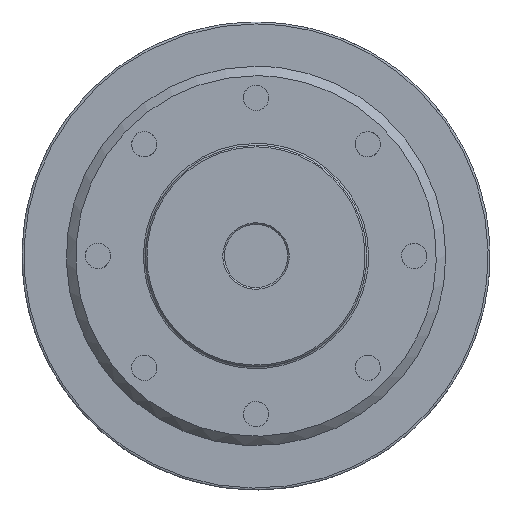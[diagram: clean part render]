
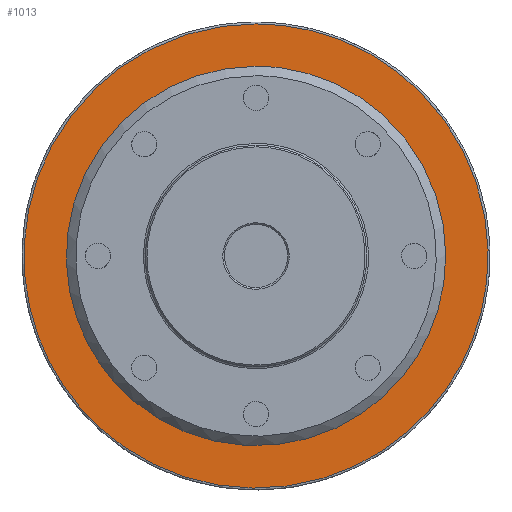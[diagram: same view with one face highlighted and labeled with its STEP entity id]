
A CAD part, left-side view. The second image highlights one B-rep face of the part: STEP entity #1013.
In plain terms, the highlighted free-form (B-spline) face has degree [1, 1] with [2, 2] control points.
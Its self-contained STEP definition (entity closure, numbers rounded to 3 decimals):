
#850 = EDGE_CURVE('',#851,#851,#853,.T.);
#851 = VERTEX_POINT('',#852);
#852 = CARTESIAN_POINT('',(-25.68,0.,
    48.15));
#853 = ( BOUNDED_CURVE() B_SPLINE_CURVE(2,(#854,#855,#856,#857,#858,#859
,#860),.UNSPECIFIED.,.T.,.F.) B_SPLINE_CURVE_WITH_KNOTS((1,2,2,2,2,1),(
    -2.094,0.,2.094,4.189,6.283,
8.378),.UNSPECIFIED.) CURVE() GEOMETRIC_REPRESENTATION_ITEM() 
RATIONAL_B_SPLINE_CURVE((1.,0.5,1.,0.5,1.,0.5,1.)) REPRESENTATION_ITEM(
  '') );
#854 = CARTESIAN_POINT('',(-25.68,0.,
    48.15));
#855 = CARTESIAN_POINT('',(-25.68,83.399,
    48.15));
#856 = CARTESIAN_POINT('',(-25.68,41.699,
    -24.075));
#857 = CARTESIAN_POINT('',(-25.68,0.,
    -96.301));
#858 = CARTESIAN_POINT('',(-25.68,-41.699,
    -24.075));
#859 = CARTESIAN_POINT('',(-25.68,-83.399,
    48.15));
#860 = CARTESIAN_POINT('',(-25.68,0.,
    48.15));
#1013 = ADVANCED_FACE('',(#1014,#1028),#1031,.T.);
#1014 = FACE_BOUND('',#1015,.T.);
#1015 = EDGE_LOOP('',(#1016));
#1016 = ORIENTED_EDGE('',*,*,#1017,.T.);
#1017 = EDGE_CURVE('',#1018,#1018,#1020,.T.);
#1018 = VERTEX_POINT('',#1019);
#1019 = CARTESIAN_POINT('',(-25.68,0.,
    58.904));
#1020 = ( BOUNDED_CURVE() B_SPLINE_CURVE(2,(#1021,#1022,#1023,#1024,
#1025,#1026,#1027),.UNSPECIFIED.,.T.,.F.) B_SPLINE_CURVE_WITH_KNOTS((1,2
    ,2,2,2,1),(-2.094,0.,2.094,4.189,
6.283,8.378),.UNSPECIFIED.) CURVE() 
GEOMETRIC_REPRESENTATION_ITEM() RATIONAL_B_SPLINE_CURVE((1.,0.5,1.,0.5,
1.,0.5,1.)) REPRESENTATION_ITEM('') );
#1021 = CARTESIAN_POINT('',(-25.68,0.,
    58.904));
#1022 = CARTESIAN_POINT('',(-25.68,102.025,
    58.904));
#1023 = CARTESIAN_POINT('',(-25.68,51.012,
    -29.452));
#1024 = CARTESIAN_POINT('',(-25.68,0.,
    -117.808));
#1025 = CARTESIAN_POINT('',(-25.68,-51.012,
    -29.452));
#1026 = CARTESIAN_POINT('',(-25.68,-102.025,
    58.904));
#1027 = CARTESIAN_POINT('',(-25.68,0.,
    58.904));
#1028 = FACE_BOUND('',#1029,.T.);
#1029 = EDGE_LOOP('',(#1030));
#1030 = ORIENTED_EDGE('',*,*,#850,.F.);
#1031 = B_SPLINE_SURFACE_WITH_KNOTS('',1,1,(
    (#1032,#1033)
    ,(#1034,#1035
    )),.UNSPECIFIED.,.F.,.F.,.F.,(2,2),(2,2),(-73.4,73.4),(-73.4,73.4),
  .PIECEWISE_BEZIER_KNOTS.);
#1032 = CARTESIAN_POINT('',(-25.68,-58.904,
    -58.904));
#1033 = CARTESIAN_POINT('',(-25.68,58.904,
    -58.904));
#1034 = CARTESIAN_POINT('',(-25.68,-58.904,
    58.904));
#1035 = CARTESIAN_POINT('',(-25.68,58.904,
    58.904));
